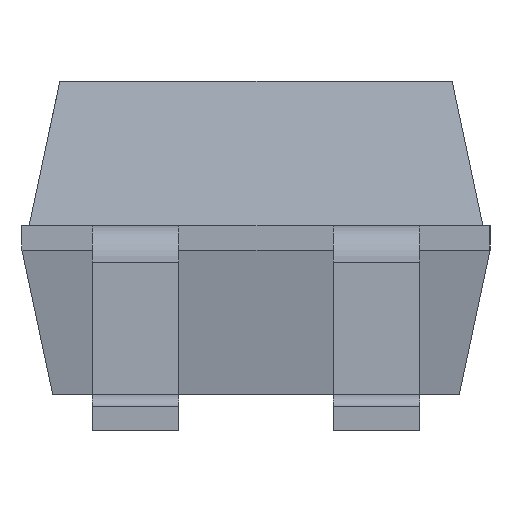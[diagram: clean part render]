
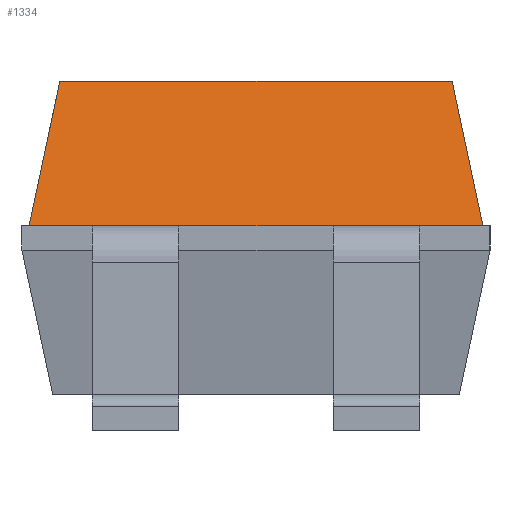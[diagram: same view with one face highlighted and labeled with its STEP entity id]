
A CAD part, left-side view. The second image highlights one B-rep face of the part: STEP entity #1334.
In plain terms, the highlighted free-form (B-spline) face has degree [1, 1] with [2, 2] control points.
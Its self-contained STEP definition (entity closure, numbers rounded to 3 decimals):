
#41=VECTOR('',#42,1.);
#42=DIRECTION('',(0.,-1.,0.));
#718=VERTEX_POINT('',#719);
#719=CARTESIAN_POINT('',(-3.425,2.39,2.157));
#733=VERTEX_POINT('',#734);
#734=CARTESIAN_POINT('',(-3.425,1.727,2.157));
#738=EDGE_CURVE('',#718,#733,#739,.T.);
#739=LINE('',#719,#41);
#741=CARTESIAN_POINT('',(-3.425,-2.39,2.157));
#881=VERTEX_POINT('',#882);
#882=CARTESIAN_POINT('',(-3.425,-1.727,2.157));
#886=VERTEX_POINT('',#741);
#889=EDGE_CURVE('',#881,#886,#739,.T.);
#1048=VERTEX_POINT('',#1049);
#1049=CARTESIAN_POINT('',(-3.425,0.813,2.157));
#1053=VERTEX_POINT('',#1054);
#1054=CARTESIAN_POINT('',(-3.425,-0.813,2.157));
#1056=EDGE_CURVE('',#1048,#1053,#739,.T.);
#1297=EDGE_CURVE('',#718,#1298,#1300,.T.);
#1298=VERTEX_POINT('',#1299);
#1299=CARTESIAN_POINT('',(-3.101,2.066,3.68));
#1300=B_SPLINE_CURVE_WITH_KNOTS('',1,(#719,#1299),.UNSPECIFIED.,.F.,.F.,(2,2),(0.,1.),.PIECEWISE_BEZIER_KNOTS.);
#1334=ADVANCED_FACE('',(#1335),#1353,.T.);
#1335=FACE_BOUND('',#1336,.T.);
#1336=EDGE_LOOP('',(#1337,#1338,#1340,#1341,#1343,#1344,#1349,#1352));
#1337=ORIENTED_EDGE('',*,*,#738,.T.);
#1338=ORIENTED_EDGE('',*,*,#1339,.T.);
#1339=EDGE_CURVE('',#733,#1048,#739,.T.);
#1340=ORIENTED_EDGE('',*,*,#1056,.T.);
#1341=ORIENTED_EDGE('',*,*,#1342,.T.);
#1342=EDGE_CURVE('',#1053,#881,#739,.T.);
#1343=ORIENTED_EDGE('',*,*,#889,.T.);
#1344=ORIENTED_EDGE('',*,*,#1345,.T.);
#1345=EDGE_CURVE('',#886,#1346,#1348,.T.);
#1346=VERTEX_POINT('',#1347);
#1347=CARTESIAN_POINT('',(-3.101,-2.066,3.68));
#1348=B_SPLINE_CURVE_WITH_KNOTS('',1,(#741,#1347),.UNSPECIFIED.,.F.,.F.,(2,2),(0.,1.),.PIECEWISE_BEZIER_KNOTS.);
#1349=ORIENTED_EDGE('',*,*,#1350,.F.);
#1350=EDGE_CURVE('',#1298,#1346,#1351,.T.);
#1351=LINE('',#1299,#41);
#1352=ORIENTED_EDGE('',*,*,#1297,.F.);
#1353=B_SPLINE_SURFACE_WITH_KNOTS('',1,1,((#719,#1299),(#741,#1347)),.UNSPECIFIED.,.F.,.F.,.F.,(2,2),(2,2),(0.,4.78),(0.,1.),.PIECEWISE_BEZIER_KNOTS.);
